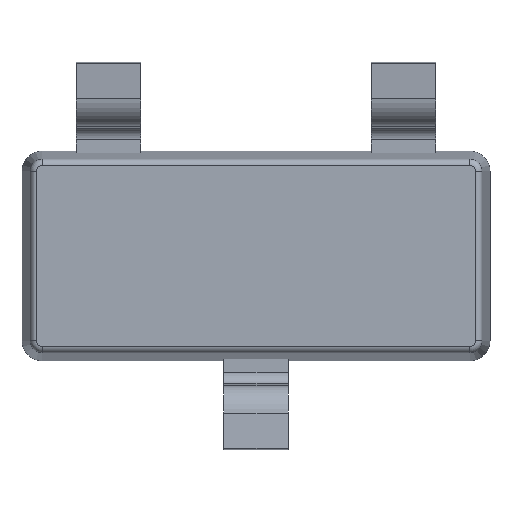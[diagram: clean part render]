
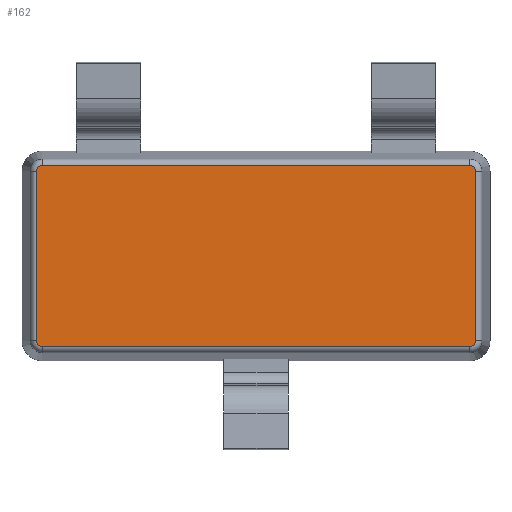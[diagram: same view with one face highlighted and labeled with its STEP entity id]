
A CAD part, front view. The second image highlights one B-rep face of the part: STEP entity #162.
In plain terms, the highlighted planar face has unit normal (0, -1, 0).
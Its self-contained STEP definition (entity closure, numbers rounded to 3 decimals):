
#29 = CARTESIAN_POINT ( 'NONE',  ( -1.325, 0.1, 0.56 ) ) ;
#46 = DIRECTION ( 'NONE',  ( 0., -1., 0. ) ) ;
#108 = VERTEX_POINT ( 'NONE', #1232 ) ;
#124 = ORIENTED_EDGE ( 'NONE', *, *, #672, .T. ) ;
#130 = ORIENTED_EDGE ( 'NONE', *, *, #1032, .T. ) ;
#162 = ADVANCED_FACE ( 'NONE', ( #2147 ), #1339, .T. ) ;
#250 = DIRECTION ( 'NONE',  ( 0., 0., -1. ) ) ;
#321 = VERTEX_POINT ( 'NONE', #1047 ) ;
#327 = CIRCLE ( 'NONE', #1738, 0.035 ) ;
#343 = DIRECTION ( 'NONE',  ( 0., 0., -1. ) ) ;
#360 = CARTESIAN_POINT ( 'NONE',  ( 1.325, 0.1, -0.56 ) ) ;
#452 = CIRCLE ( 'NONE', #1491, 0.035 ) ;
#470 = EDGE_CURVE ( 'NONE', #839, #108, #815, .T. ) ;
#474 = CIRCLE ( 'NONE', #553, 0.035 ) ;
#485 = VERTEX_POINT ( 'NONE', #360 ) ;
#553 = AXIS2_PLACEMENT_3D ( 'NONE', #575, #1295, #1466 ) ;
#575 = CARTESIAN_POINT ( 'NONE',  ( 1.325, 0.1, 0.525 ) ) ;
#600 = CARTESIAN_POINT ( 'NONE',  ( 1.325, 0.1, 0.56 ) ) ;
#613 = CARTESIAN_POINT ( 'NONE',  ( -1.325, 0.1, 0.525 ) ) ;
#630 = VERTEX_POINT ( 'NONE', #1176 ) ;
#647 = VECTOR ( 'NONE', #1265, 1000. ) ;
#672 = EDGE_CURVE ( 'NONE', #746, #1344, #1137, .T. ) ;
#704 = DIRECTION ( 'NONE',  ( 0., 0., -1. ) ) ;
#726 = ORIENTED_EDGE ( 'NONE', *, *, #470, .T. ) ;
#735 = EDGE_CURVE ( 'NONE', #1344, #1488, #474, .T. ) ;
#746 = VERTEX_POINT ( 'NONE', #1624 ) ;
#815 = LINE ( 'NONE', #1299, #1399 ) ;
#839 = VERTEX_POINT ( 'NONE', #2073 ) ;
#862 = EDGE_CURVE ( 'NONE', #1488, #630, #1359, .T. ) ;
#1032 = EDGE_CURVE ( 'NONE', #485, #746, #2102, .T. ) ;
#1034 = ORIENTED_EDGE ( 'NONE', *, *, #2421, .T. ) ;
#1047 = CARTESIAN_POINT ( 'NONE',  ( -1.325, 0.1, -0.56 ) ) ;
#1079 = CARTESIAN_POINT ( 'NONE',  ( 1.325, 0.1, -0.525 ) ) ;
#1080 = CARTESIAN_POINT ( 'NONE',  ( -1.325, 0.1, -0.525 ) ) ;
#1137 = LINE ( 'NONE', #1240, #647 ) ;
#1176 = CARTESIAN_POINT ( 'NONE',  ( -1.325, 0.1, 0.56 ) ) ;
#1224 = LINE ( 'NONE', #1879, #1706 ) ;
#1232 = CARTESIAN_POINT ( 'NONE',  ( -1.36, 0.1, -0.525 ) ) ;
#1240 = CARTESIAN_POINT ( 'NONE',  ( 1.36, 0.1, 0.525 ) ) ;
#1265 = DIRECTION ( 'NONE',  ( 0., 0., 1. ) ) ;
#1272 = DIRECTION ( 'NONE',  ( 0., 0., -1. ) ) ;
#1295 = DIRECTION ( 'NONE',  ( 0., -1., 0. ) ) ;
#1299 = CARTESIAN_POINT ( 'NONE',  ( -1.36, 0.1, 0.525 ) ) ;
#1313 = DIRECTION ( 'NONE',  ( 1., 0., 0. ) ) ;
#1339 = PLANE ( 'NONE',  #1562 ) ;
#1344 = VERTEX_POINT ( 'NONE', #1615 ) ;
#1359 = LINE ( 'NONE', #29, #1868 ) ;
#1399 = VECTOR ( 'NONE', #343, 1000. ) ;
#1410 = EDGE_CURVE ( 'NONE', #630, #839, #327, .T. ) ;
#1465 = CARTESIAN_POINT ( 'NONE',  ( -1.325, 0.1, 0.525 ) ) ;
#1466 = DIRECTION ( 'NONE',  ( 0., 0., -1. ) ) ;
#1488 = VERTEX_POINT ( 'NONE', #600 ) ;
#1491 = AXIS2_PLACEMENT_3D ( 'NONE', #1080, #1612, #704 ) ;
#1562 = AXIS2_PLACEMENT_3D ( 'NONE', #613, #46, #250 ) ;
#1612 = DIRECTION ( 'NONE',  ( 0., -1., 0. ) ) ;
#1615 = CARTESIAN_POINT ( 'NONE',  ( 1.36, 0.1, 0.525 ) ) ;
#1624 = CARTESIAN_POINT ( 'NONE',  ( 1.36, 0.1, -0.525 ) ) ;
#1626 = EDGE_LOOP ( 'NONE', ( #2264, #2139, #2092, #726, #2406, #1034, #130, #124 ) ) ;
#1706 = VECTOR ( 'NONE', #1313, 1000. ) ;
#1707 = DIRECTION ( 'NONE',  ( -1., 0., 0. ) ) ;
#1718 = EDGE_CURVE ( 'NONE', #108, #321, #452, .T. ) ;
#1738 = AXIS2_PLACEMENT_3D ( 'NONE', #1465, #2040, #1857 ) ;
#1857 = DIRECTION ( 'NONE',  ( 0., 0., -1. ) ) ;
#1868 = VECTOR ( 'NONE', #1707, 1000. ) ;
#1879 = CARTESIAN_POINT ( 'NONE',  ( -1.325, 0.1, -0.56 ) ) ;
#2040 = DIRECTION ( 'NONE',  ( 0., -1., 0. ) ) ;
#2073 = CARTESIAN_POINT ( 'NONE',  ( -1.36, 0.1, 0.525 ) ) ;
#2092 = ORIENTED_EDGE ( 'NONE', *, *, #1410, .T. ) ;
#2102 = CIRCLE ( 'NONE', #2201, 0.035 ) ;
#2139 = ORIENTED_EDGE ( 'NONE', *, *, #862, .T. ) ;
#2147 = FACE_OUTER_BOUND ( 'NONE', #1626, .T. ) ;
#2201 = AXIS2_PLACEMENT_3D ( 'NONE', #1079, #2401, #1272 ) ;
#2264 = ORIENTED_EDGE ( 'NONE', *, *, #735, .T. ) ;
#2401 = DIRECTION ( 'NONE',  ( 0., -1., 0. ) ) ;
#2406 = ORIENTED_EDGE ( 'NONE', *, *, #1718, .T. ) ;
#2421 = EDGE_CURVE ( 'NONE', #321, #485, #1224, .T. ) ;
